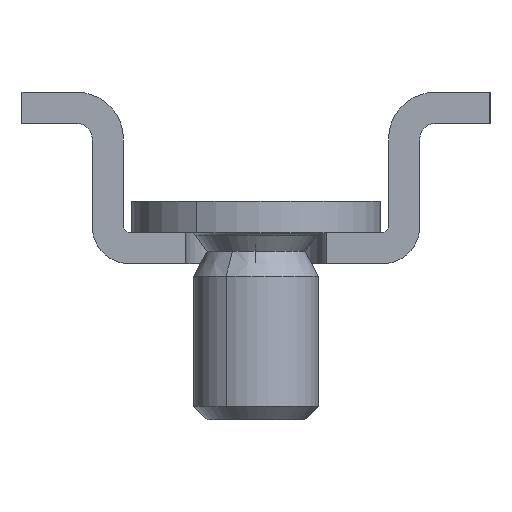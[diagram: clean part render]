
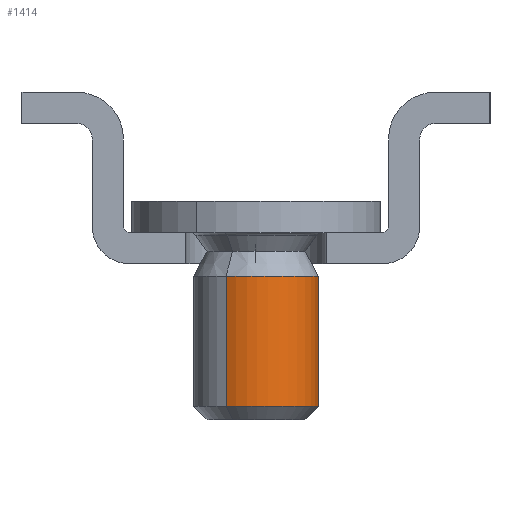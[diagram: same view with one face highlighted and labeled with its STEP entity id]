
A CAD part, left-side view. The second image highlights one B-rep face of the part: STEP entity #1414.
In plain terms, the highlighted cylindrical face has radius 2 mm (diameter 4 mm), a partial arc.
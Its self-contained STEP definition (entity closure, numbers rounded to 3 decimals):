
#1011=AXIS2_PLACEMENT_3D('Circle Axis2P3D',#1009,#1010,$) ;
#1387=AXIS2_PLACEMENT_3D('Cylinder Axis2P3D',#1384,#1385,#1386) ;
#1405=AXIS2_PLACEMENT_3D('Circle Axis2P3D',#1403,#1404,$) ;
#1009=CARTESIAN_POINT('Axis2P3D Location',(4.,7.5,4.6)) ;
#1013=CARTESIAN_POINT('Vertex',(5.755,6.541,4.6)) ;
#1015=CARTESIAN_POINT('Vertex',(2.245,8.459,4.6)) ;
#1384=CARTESIAN_POINT('Axis2P3D Location',(4.,7.5,3.5)) ;
#1389=CARTESIAN_POINT('Line Origine',(5.755,6.541,2.3)) ;
#1393=CARTESIAN_POINT('Vertex',(5.755,6.541,0.43)) ;
#1396=CARTESIAN_POINT('Line Origine',(2.245,8.459,2.3)) ;
#1400=CARTESIAN_POINT('Vertex',(2.245,8.459,0.43)) ;
#1403=CARTESIAN_POINT('Axis2P3D Location',(4.,7.5,0.43)) ;
#1010=DIRECTION('Axis2P3D Direction',(0.,0.,-1.)) ;
#1385=DIRECTION('Axis2P3D Direction',(0.,0.,-1.)) ;
#1386=DIRECTION('Axis2P3D XDirection',(0.878,-0.479,0.)) ;
#1390=DIRECTION('Vector Direction',(0.,0.,-1.)) ;
#1397=DIRECTION('Vector Direction',(0.,0.,-1.)) ;
#1404=DIRECTION('Axis2P3D Direction',(0.,0.,-1.)) ;
#1391=VECTOR('Line Direction',#1390,1.) ;
#1398=VECTOR('Line Direction',#1397,1.) ;
#1409=ORIENTED_EDGE('',*,*,#1395,.T.) ;
#1410=ORIENTED_EDGE('',*,*,#1017,.T.) ;
#1411=ORIENTED_EDGE('',*,*,#1402,.F.) ;
#1412=ORIENTED_EDGE('',*,*,#1407,.F.) ;
#1414=ADVANCED_FACE('body',(#1413),#1388,.T.) ;
#1012=CIRCLE('generated circle',#1011,2.) ;
#1406=CIRCLE('generated circle',#1405,2.) ;
#1388=CYLINDRICAL_SURFACE('generated cylinder',#1387,2.) ;
#1017=EDGE_CURVE('',#1014,#1016,#1012,.T.) ;
#1395=EDGE_CURVE('',#1394,#1014,#1392,.F.) ;
#1402=EDGE_CURVE('',#1401,#1016,#1399,.F.) ;
#1407=EDGE_CURVE('',#1394,#1401,#1406,.T.) ;
#1408=EDGE_LOOP('',(#1409,#1410,#1411,#1412)) ;
#1413=FACE_OUTER_BOUND('',#1408,.T.) ;
#1392=LINE('Line',#1389,#1391) ;
#1399=LINE('Line',#1396,#1398) ;
#1014=VERTEX_POINT('',#1013) ;
#1016=VERTEX_POINT('',#1015) ;
#1394=VERTEX_POINT('',#1393) ;
#1401=VERTEX_POINT('',#1400) ;
